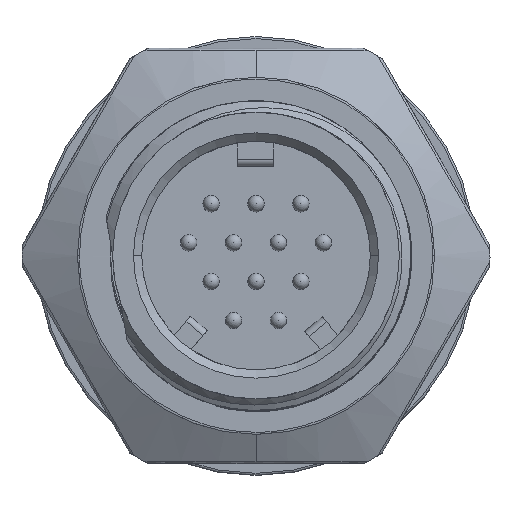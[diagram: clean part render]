
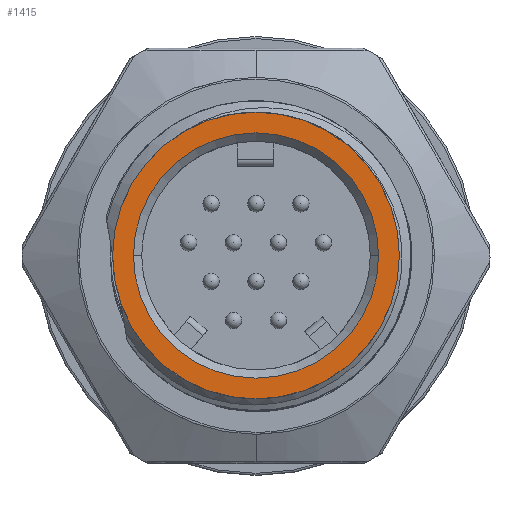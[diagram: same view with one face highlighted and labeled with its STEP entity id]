
A CAD part, top view. The second image highlights one B-rep face of the part: STEP entity #1415.
In plain terms, the highlighted planar face has unit normal (0, 0, 1).
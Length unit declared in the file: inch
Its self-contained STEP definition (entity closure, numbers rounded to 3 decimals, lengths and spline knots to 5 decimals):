
#51 = FACE_BOUND ( 'NONE', #121, .T. ) ;
#121 = EDGE_LOOP ( 'NONE', ( #20202, #10988 ) ) ;
#410 = CARTESIAN_POINT ( 'NONE',  ( 0., 0., 0.826 ) ) ;
#1206 = VERTEX_POINT ( 'NONE', #6902 ) ;
#1362 = CIRCLE ( 'NONE', #7577, 0.295 ) ;
#1400 = DIRECTION ( 'NONE',  ( -1., 0., 0. ) ) ;
#1415 = ADVANCED_FACE ( 'NONE', ( #51, #14129 ), #12893, .T. ) ;
#1645 = AXIS2_PLACEMENT_3D ( 'NONE', #9006, #21851, #10844 ) ;
#1860 = AXIS2_PLACEMENT_3D ( 'NONE', #23387, #12379, #1400 ) ;
#2245 = DIRECTION ( 'NONE',  ( 1., 0., 0. ) ) ;
#2276 = EDGE_CURVE ( 'NONE', #14707, #1206, #11839, .T. ) ;
#3734 = DIRECTION ( 'NONE',  ( 1., 0., 0. ) ) ;
#3760 = AXIS2_PLACEMENT_3D ( 'NONE', #11048, #14747, #3734 ) ;
#6203 = AXIS2_PLACEMENT_3D ( 'NONE', #17185, #6210, #19035 ) ;
#6210 = DIRECTION ( 'NONE',  ( 0., 0., -1. ) ) ;
#6902 = CARTESIAN_POINT ( 'NONE',  ( -0.345, 0., 0.826 ) ) ;
#7026 = VERTEX_POINT ( 'NONE', #11249 ) ;
#7577 = AXIS2_PLACEMENT_3D ( 'NONE', #410, #13224, #2245 ) ;
#7623 = EDGE_CURVE ( 'NONE', #1206, #14707, #13725, .T. ) ;
#9006 = CARTESIAN_POINT ( 'NONE',  ( 0., 0., 0.826 ) ) ;
#9466 = VERTEX_POINT ( 'NONE', #14071 ) ;
#10844 = DIRECTION ( 'NONE',  ( -1., 0., 0. ) ) ;
#10988 = ORIENTED_EDGE ( 'NONE', *, *, #15669, .T. ) ;
#11048 = CARTESIAN_POINT ( 'NONE',  ( 0., 0., 0.826 ) ) ;
#11249 = CARTESIAN_POINT ( 'NONE',  ( -0.295, 0., 0.826 ) ) ;
#11839 = CIRCLE ( 'NONE', #1645, 0.345 ) ;
#12156 = ORIENTED_EDGE ( 'NONE', *, *, #7623, .F. ) ;
#12379 = DIRECTION ( 'NONE',  ( 0., 0., -1. ) ) ;
#12893 = PLANE ( 'NONE',  #3760 ) ;
#13224 = DIRECTION ( 'NONE',  ( 0., 0., -1. ) ) ;
#13725 = CIRCLE ( 'NONE', #1860, 0.345 ) ;
#14071 = CARTESIAN_POINT ( 'NONE',  ( 0.295, 0., 0.826 ) ) ;
#14129 = FACE_OUTER_BOUND ( 'NONE', #17096, .T. ) ;
#14688 = CIRCLE ( 'NONE', #6203, 0.295 ) ;
#14707 = VERTEX_POINT ( 'NONE', #19124 ) ;
#14747 = DIRECTION ( 'NONE',  ( 0., 0., 1. ) ) ;
#15669 = EDGE_CURVE ( 'NONE', #7026, #9466, #1362, .T. ) ;
#17096 = EDGE_LOOP ( 'NONE', ( #12156, #19868 ) ) ;
#17185 = CARTESIAN_POINT ( 'NONE',  ( 0., 0., 0.826 ) ) ;
#19035 = DIRECTION ( 'NONE',  ( 1., 0., 0. ) ) ;
#19124 = CARTESIAN_POINT ( 'NONE',  ( 0.345, 0., 0.826 ) ) ;
#19868 = ORIENTED_EDGE ( 'NONE', *, *, #2276, .F. ) ;
#20202 = ORIENTED_EDGE ( 'NONE', *, *, #21737, .T. ) ;
#21737 = EDGE_CURVE ( 'NONE', #9466, #7026, #14688, .T. ) ;
#21851 = DIRECTION ( 'NONE',  ( 0., 0., -1. ) ) ;
#23387 = CARTESIAN_POINT ( 'NONE',  ( 0., 0., 0.826 ) ) ;
